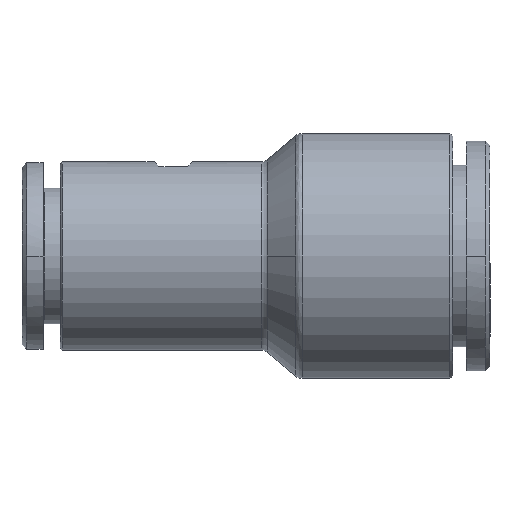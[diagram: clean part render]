
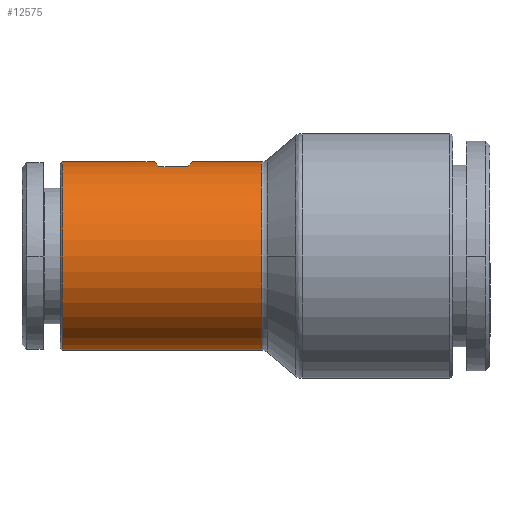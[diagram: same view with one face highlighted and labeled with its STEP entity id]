
A CAD part, front view. The second image highlights one B-rep face of the part: STEP entity #12575.
In plain terms, the highlighted cylindrical face has radius 9.85 mm (diameter 19.7 mm), a partial arc.
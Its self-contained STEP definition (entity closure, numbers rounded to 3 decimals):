
#432 = LINE ( 'NONE', #20181, #10674 ) ;
#823 = CARTESIAN_POINT ( 'NONE',  ( 10.598, 0., -9.85 ) ) ;
#1527 = ORIENTED_EDGE ( 'NONE', *, *, #1600, .T. ) ;
#1600 = EDGE_CURVE ( 'NONE', #8679, #14387, #17705, .T. ) ;
#2144 = AXIS2_PLACEMENT_3D ( 'NONE', #20168, #13500, #2196 ) ;
#2196 = DIRECTION ( 'NONE',  ( 0., 0., -1. ) ) ;
#2355 = VECTOR ( 'NONE', #15765, 1000. ) ;
#2502 = CARTESIAN_POINT ( 'NONE',  ( -0.637, 0., 0. ) ) ;
#2527 = LINE ( 'NONE', #6372, #15073 ) ;
#2578 = DIRECTION ( 'NONE',  ( -1., 0., 0. ) ) ;
#2740 = CARTESIAN_POINT ( 'NONE',  ( 7.098, -3.098, -9.35 ) ) ;
#2797 = DIRECTION ( 'NONE',  ( 1., 0., 0. ) ) ;
#3302 = VERTEX_POINT ( 'NONE', #20096 ) ;
#4836 = VERTEX_POINT ( 'NONE', #9653 ) ;
#5304 = EDGE_LOOP ( 'NONE', ( #12510, #13918, #17869, #1527, #10989, #10575, #19074, #5525 ) ) ;
#5357 = VERTEX_POINT ( 'NONE', #15243 ) ;
#5432 = CIRCLE ( 'NONE', #20505, 9.85 ) ;
#5525 = ORIENTED_EDGE ( 'NONE', *, *, #8857, .T. ) ;
#5839 = CARTESIAN_POINT ( 'NONE',  ( 10.098, -3.098, -9.35 ) ) ;
#6017 = DIRECTION ( 'NONE',  ( 0., 0., -1. ) ) ;
#6019 = VERTEX_POINT ( 'NONE', #15153 ) ;
#6372 = CARTESIAN_POINT ( 'NONE',  ( 8.748, 0., -9.85 ) ) ;
#6473 = LINE ( 'NONE', #7631, #2355 ) ;
#7631 = CARTESIAN_POINT ( 'NONE',  ( 8.748, 0., 9.85 ) ) ;
#7908 = FACE_OUTER_BOUND ( 'NONE', #5304, .T. ) ;
#8463 = CARTESIAN_POINT ( 'NONE',  ( 6.598, 0., -9.85 ) ) ;
#8679 = VERTEX_POINT ( 'NONE', #10322 ) ;
#8857 = EDGE_CURVE ( 'NONE', #6019, #5357, #5432, .T. ) ;
#9208 = EDGE_CURVE ( 'NONE', #4836, #6019, #432, .T. ) ;
#9258 = AXIS2_PLACEMENT_3D ( 'NONE', #2502, #20347, #13957 ) ;
#9653 = CARTESIAN_POINT ( 'NONE',  ( 10.598, 0., -9.85 ) ) ;
#9898 = EDGE_CURVE ( 'NONE', #19358, #15198, #15668, .T. ) ;
#10322 = CARTESIAN_POINT ( 'NONE',  ( 6.598, 0., -9.85 ) ) ;
#10554 = DIRECTION ( 'NONE',  ( 1., 0., 0. ) ) ;
#10575 = ORIENTED_EDGE ( 'NONE', *, *, #11645, .T. ) ;
#10579 = VECTOR ( 'NONE', #10554, 1000. ) ;
#10649 = EDGE_CURVE ( 'NONE', #19358, #5357, #6473, .T. ) ;
#10674 = VECTOR ( 'NONE', #16585, 1000. ) ;
#10707 = CYLINDRICAL_SURFACE ( 'NONE', #2144, 9.85 ) ;
#10989 = ORIENTED_EDGE ( 'NONE', *, *, #15868, .T. ) ;
#11645 = EDGE_CURVE ( 'NONE', #3302, #4836, #18844, .T. ) ;
#11936 = CARTESIAN_POINT ( 'NONE',  ( 7.098, -3.098, -9.35 ) ) ;
#12335 = EDGE_CURVE ( 'NONE', #15198, #8679, #2527, .T. ) ;
#12510 = ORIENTED_EDGE ( 'NONE', *, *, #10649, .F. ) ;
#12575 = ADVANCED_FACE ( 'NONE', ( #7908 ), #10707, .T. ) ;
#13500 = DIRECTION ( 'NONE',  ( 1., 0., 0. ) ) ;
#13608 = CARTESIAN_POINT ( 'NONE',  ( 6.598, -1.055, -9.85 ) ) ;
#13918 = ORIENTED_EDGE ( 'NONE', *, *, #9898, .T. ) ;
#13957 = DIRECTION ( 'NONE',  ( 0., 0., -1. ) ) ;
#14387 = VERTEX_POINT ( 'NONE', #2740 ) ;
#14428 = LINE ( 'NONE', #20366, #10579 ) ;
#15073 = VECTOR ( 'NONE', #2797, 1000. ) ;
#15153 = CARTESIAN_POINT ( 'NONE',  ( 20.198, 0., -9.85 ) ) ;
#15198 = VERTEX_POINT ( 'NONE', #21119 ) ;
#15243 = CARTESIAN_POINT ( 'NONE',  ( 20.198, 0., 9.85 ) ) ;
#15664 = CARTESIAN_POINT ( 'NONE',  ( 20.198, 0., 0. ) ) ;
#15668 = CIRCLE ( 'NONE', #9258, 9.85 ) ;
#15765 = DIRECTION ( 'NONE',  ( 1., 0., 0. ) ) ;
#15868 = EDGE_CURVE ( 'NONE', #14387, #3302, #14428, .T. ) ;
#16585 = DIRECTION ( 'NONE',  ( 1., 0., 0. ) ) ;
#17287 = CARTESIAN_POINT ( 'NONE',  ( 10.43, -2.097, -9.682 ) ) ;
#17705 =( BOUNDED_CURVE ( )  B_SPLINE_CURVE ( 3, ( #8463, #13608, #18386, #11936 ),
 .UNSPECIFIED., .F., .F. ) 
 B_SPLINE_CURVE_WITH_KNOTS ( ( 4, 4 ),
 ( 3.142, 3.462 ),
 .UNSPECIFIED. ) 
 CURVE ( )  GEOMETRIC_REPRESENTATION_ITEM ( )  RATIONAL_B_SPLINE_CURVE ( ( 1., 0.991, 0.991, 1. ) ) 
 REPRESENTATION_ITEM ( '' )  );
#17869 = ORIENTED_EDGE ( 'NONE', *, *, #12335, .T. ) ;
#18386 = CARTESIAN_POINT ( 'NONE',  ( 6.766, -2.097, -9.682 ) ) ;
#18844 =( BOUNDED_CURVE ( )  B_SPLINE_CURVE ( 3, ( #5839, #17287, #20444, #823 ),
 .UNSPECIFIED., .F., .F. ) 
 B_SPLINE_CURVE_WITH_KNOTS ( ( 4, 4 ),
 ( 5.963, 6.283 ),
 .UNSPECIFIED. ) 
 CURVE ( )  GEOMETRIC_REPRESENTATION_ITEM ( )  RATIONAL_B_SPLINE_CURVE ( ( 1., 0.991, 0.991, 1. ) ) 
 REPRESENTATION_ITEM ( '' )  );
#19060 = CARTESIAN_POINT ( 'NONE',  ( -0.637, 0., 9.85 ) ) ;
#19074 = ORIENTED_EDGE ( 'NONE', *, *, #9208, .T. ) ;
#19358 = VERTEX_POINT ( 'NONE', #19060 ) ;
#20096 = CARTESIAN_POINT ( 'NONE',  ( 10.098, -3.098, -9.35 ) ) ;
#20168 = CARTESIAN_POINT ( 'NONE',  ( 8.748, 0., 0. ) ) ;
#20181 = CARTESIAN_POINT ( 'NONE',  ( 8.748, 0., -9.85 ) ) ;
#20347 = DIRECTION ( 'NONE',  ( 1., 0., 0. ) ) ;
#20366 = CARTESIAN_POINT ( 'NONE',  ( 8.748, -3.098, -9.35 ) ) ;
#20444 = CARTESIAN_POINT ( 'NONE',  ( 10.598, -1.055, -9.85 ) ) ;
#20505 = AXIS2_PLACEMENT_3D ( 'NONE', #15664, #2578, #6017 ) ;
#21119 = CARTESIAN_POINT ( 'NONE',  ( -0.637, 0., -9.85 ) ) ;
